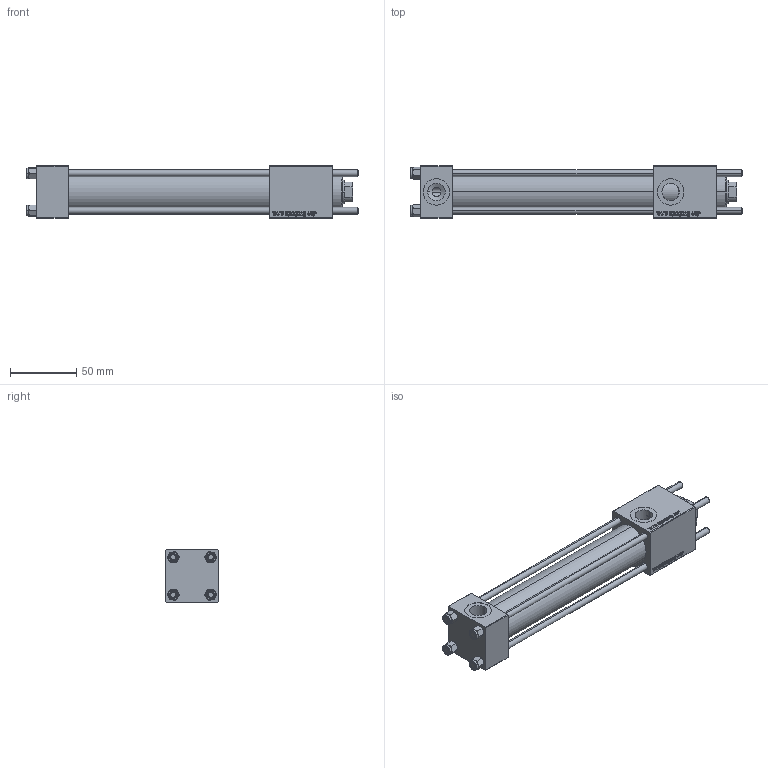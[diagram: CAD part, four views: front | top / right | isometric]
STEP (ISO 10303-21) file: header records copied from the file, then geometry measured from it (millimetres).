
FILE_DESCRIPTION (( 'STEP AP203' ), '1' );
FILE_NAME ('e486.STEP', '2023-08-25T10:39:45', ( '' ), ( '' ), 'SwSTEP 2.0', 'SolidWorks 2019', '' );
FILE_SCHEMA (( 'CONFIG_CONTROL_DESIGN' ));
Length unit declared in the file: millimetre
Products named in the file (6): NUT_M5_B ec9cd5f4502b6f9d3cf2958238ab8483; V215_VC_A ec9cd5f4502b6f9d3cf2958238ab8483; e486; V215CR_B-1 ec9cd5f4502b6f9d3cf2958238ab8483; V215CR_B_TYCINKA ec9cd5f4502b6f9d3cf2958238ab8483; V215CR_VCP_B ec9cd5f4502b6f9d3cf2958238ab8483
Assembly tree (11 placements, depth 2):
  e486
    V215CR_B-1 ec9cd5f4502b6f9d3cf2958238ab8483
    V215CR_VCP_B ec9cd5f4502b6f9d3cf2958238ab8483
    NUT_M5_B ec9cd5f4502b6f9d3cf2958238ab8483  x4
    V215CR_B_TYCINKA ec9cd5f4502b6f9d3cf2958238ab8483  x4
    V215_VC_A ec9cd5f4502b6f9d3cf2958238ab8483
Bounding box: 251 x 40 x 40 mm (x, y, z)
Volume: 215165.9 mm3; surface area: 91902 mm2
Topology: 11 solids, 11 shells, 1152 faces, 2929 edges, 1901 vertices
Faces by surface type: bspline 504, plane 428, cone 136, cylinder 76, torus 8
Entity records: 56719 total; most frequent: CARTESIAN_POINT 34051, ORIENTED_EDGE 5350, DIRECTION 2891, EDGE_CURVE 2675, VERTEX_POINT 1757, VECTOR 1441, LINE 1441, EDGE_LOOP 1154
